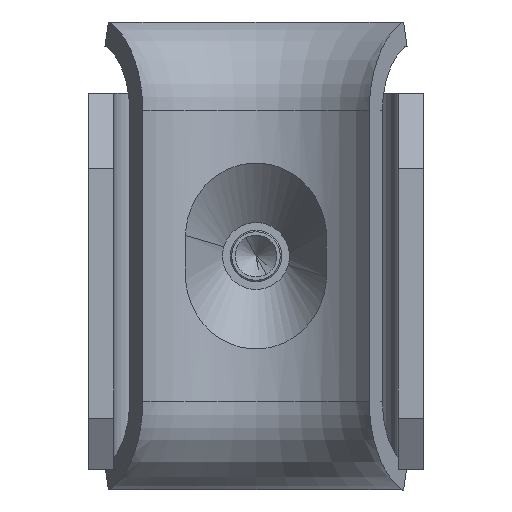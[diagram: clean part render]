
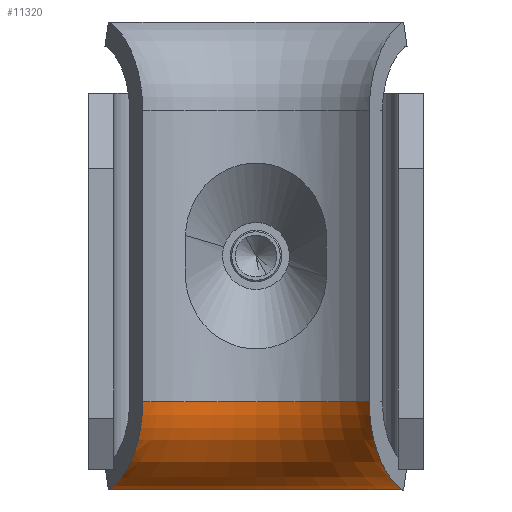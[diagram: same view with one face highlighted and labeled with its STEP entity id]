
A CAD part, front view. The second image highlights one B-rep face of the part: STEP entity #11320.
In plain terms, the highlighted toroidal (fillet/blend) face has major radius 13.5 mm and minor radius 5.5 mm.
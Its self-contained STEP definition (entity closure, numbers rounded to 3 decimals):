
#517 = CARTESIAN_POINT ( 'NONE',  ( 6.78, -0.942, -9.02 ) ) ;
#648 = CARTESIAN_POINT ( 'NONE',  ( 8.166, 1.665, -13.431 ) ) ;
#737 = CARTESIAN_POINT ( 'NONE',  ( -6.995, -0.537, -10.795 ) ) ;
#805 = CARTESIAN_POINT ( 'NONE',  ( -8.295, 1.907, -13.575 ) ) ;
#1588 = CARTESIAN_POINT ( 'NONE',  ( -7.798, 0.973, -12.941 ) ) ;
#1958 = CIRCLE ( 'NONE', #9237, 11.989 ) ;
#2003 = EDGE_CURVE ( 'NONE', #12161, #6788, #11552, .T. ) ;
#2427 = CARTESIAN_POINT ( 'NONE',  ( 8.693, 2.657, -13.92 ) ) ;
#2614 = CARTESIAN_POINT ( 'NONE',  ( 7.579, 0.562, -12.546 ) ) ;
#2700 = CARTESIAN_POINT ( 'NONE',  ( -6.793, -0.916, -9.324 ) ) ;
#3295 = EDGE_LOOP ( 'NONE', ( #6338, #7194, #6301, #7381 ) ) ;
#3410 = CARTESIAN_POINT ( 'NONE',  ( 7.296, 0.028, -11.843 ) ) ;
#3689 = CARTESIAN_POINT ( 'NONE',  ( -6.848, -0.814, -9.924 ) ) ;
#3888 = DIRECTION ( 'NONE',  ( 1., 0., 0. ) ) ;
#3918 = CARTESIAN_POINT ( 'NONE',  ( 8.832, 2.918, -14. ) ) ;
#4074 = AXIS2_PLACEMENT_3D ( 'NONE', #9951, #7143, #7009 ) ;
#4509 = CARTESIAN_POINT ( 'NONE',  ( 6.78, -0.942, -8.712 ) ) ;
#4512 = B_SPLINE_CURVE_WITH_KNOTS ( 'NONE', 3,
 ( #5695, #10766, #2700, #3689, #9678, #737, #6731, #10695, #4592, #11546, #1588, #5626, #805, #9611, #12714, #4658 ),
 .UNSPECIFIED., .F., .F.,
 ( 4, 2, 2, 2, 2, 2, 2, 4 ),
 ( 0.034, 0.035, 0.035, 0.036, 0.037, 0.039, 0.04, 0.041 ),
 .UNSPECIFIED. ) ;
#4575 = CARTESIAN_POINT ( 'NONE',  ( 6.848, -0.814, -9.924 ) ) ;
#4592 = CARTESIAN_POINT ( 'NONE',  ( -7.296, 0.028, -11.843 ) ) ;
#4640 = CARTESIAN_POINT ( 'NONE',  ( 8.295, 1.907, -13.575 ) ) ;
#4658 = CARTESIAN_POINT ( 'NONE',  ( -8.832, 2.918, -14. ) ) ;
#4755 = DIRECTION ( 'NONE',  ( 0., 0., 1. ) ) ;
#5177 = EDGE_CURVE ( 'NONE', #12161, #9322, #9714, .T. ) ;
#5626 = CARTESIAN_POINT ( 'NONE',  ( -8.166, 1.665, -13.431 ) ) ;
#5695 = CARTESIAN_POINT ( 'NONE',  ( -6.78, -0.942, -8.712 ) ) ;
#5830 = CARTESIAN_POINT ( 'NONE',  ( 0., -5.189, -14. ) ) ;
#6301 = ORIENTED_EDGE ( 'NONE', *, *, #5177, .T. ) ;
#6338 = ORIENTED_EDGE ( 'NONE', *, *, #9315, .F. ) ;
#6731 = CARTESIAN_POINT ( 'NONE',  ( -7.06, -0.416, -11.069 ) ) ;
#6788 = VERTEX_POINT ( 'NONE', #8517 ) ;
#7009 = DIRECTION ( 'NONE',  ( 1., 0., 0. ) ) ;
#7143 = DIRECTION ( 'NONE',  ( 0., 0., 1. ) ) ;
#7194 = ORIENTED_EDGE ( 'NONE', *, *, #2003, .F. ) ;
#7381 = ORIENTED_EDGE ( 'NONE', *, *, #8823, .T. ) ;
#8021 = CARTESIAN_POINT ( 'NONE',  ( 6.78, -0.942, -8.712 ) ) ;
#8235 = AXIS2_PLACEMENT_3D ( 'NONE', #10787, #4755, #11575 ) ;
#8354 = CARTESIAN_POINT ( 'NONE',  ( 6.995, -0.537, -10.795 ) ) ;
#8488 = CARTESIAN_POINT ( 'NONE',  ( 6.793, -0.916, -9.324 ) ) ;
#8517 = CARTESIAN_POINT ( 'NONE',  ( 8.832, 2.918, -14. ) ) ;
#8550 = CARTESIAN_POINT ( 'NONE',  ( 6.889, -0.736, -10.223 ) ) ;
#8823 = EDGE_CURVE ( 'NONE', #9322, #9156, #4512, .T. ) ;
#8839 = DIRECTION ( 'NONE',  ( 0., 0., 1. ) ) ;
#9156 = VERTEX_POINT ( 'NONE', #9881 ) ;
#9212 = CARTESIAN_POINT ( 'NONE',  ( -6.78, -0.942, -8.712 ) ) ;
#9237 = AXIS2_PLACEMENT_3D ( 'NONE', #5830, #8839, #3888 ) ;
#9315 = EDGE_CURVE ( 'NONE', #6788, #9156, #1958, .T. ) ;
#9322 = VERTEX_POINT ( 'NONE', #9212 ) ;
#9595 = CARTESIAN_POINT ( 'NONE',  ( 7.209, -0.134, -11.592 ) ) ;
#9611 = CARTESIAN_POINT ( 'NONE',  ( -8.558, 2.402, -13.819 ) ) ;
#9678 = CARTESIAN_POINT ( 'NONE',  ( -6.889, -0.736, -10.223 ) ) ;
#9714 = CIRCLE ( 'NONE', #4074, 8. ) ;
#9881 = CARTESIAN_POINT ( 'NONE',  ( -8.832, 2.918, -14. ) ) ;
#9951 = CARTESIAN_POINT ( 'NONE',  ( 0., -5.189, -8.712 ) ) ;
#10504 = TOROIDAL_SURFACE ( 'NONE', #8235, 13.5, 5.5 ) ;
#10551 = CARTESIAN_POINT ( 'NONE',  ( 7.798, 0.973, -12.941 ) ) ;
#10587 = FACE_OUTER_BOUND ( 'NONE', #3295, .T. ) ;
#10695 = CARTESIAN_POINT ( 'NONE',  ( -7.209, -0.134, -11.592 ) ) ;
#10766 = CARTESIAN_POINT ( 'NONE',  ( -6.78, -0.942, -9.02 ) ) ;
#10787 = CARTESIAN_POINT ( 'NONE',  ( 0., -5.189, -8.712 ) ) ;
#11320 = ADVANCED_FACE ( 'NONE', ( #10587 ), #10504, .T. ) ;
#11340 = CARTESIAN_POINT ( 'NONE',  ( 8.558, 2.402, -13.819 ) ) ;
#11546 = CARTESIAN_POINT ( 'NONE',  ( -7.579, 0.562, -12.546 ) ) ;
#11552 = B_SPLINE_CURVE_WITH_KNOTS ( 'NONE', 3,
 ( #4509, #517, #8488, #4575, #8550, #8354, #12496, #9595, #3410, #2614, #10551, #648, #4640, #11340, #2427, #3918 ),
 .UNSPECIFIED., .F., .F.,
 ( 4, 2, 2, 2, 2, 2, 2, 4 ),
 ( 0.034, 0.035, 0.035, 0.036, 0.037, 0.039, 0.04, 0.041 ),
 .UNSPECIFIED. ) ;
#11575 = DIRECTION ( 'NONE',  ( 1., 0., 0. ) ) ;
#12161 = VERTEX_POINT ( 'NONE', #8021 ) ;
#12496 = CARTESIAN_POINT ( 'NONE',  ( 7.06, -0.416, -11.069 ) ) ;
#12714 = CARTESIAN_POINT ( 'NONE',  ( -8.693, 2.657, -13.92 ) ) ;
